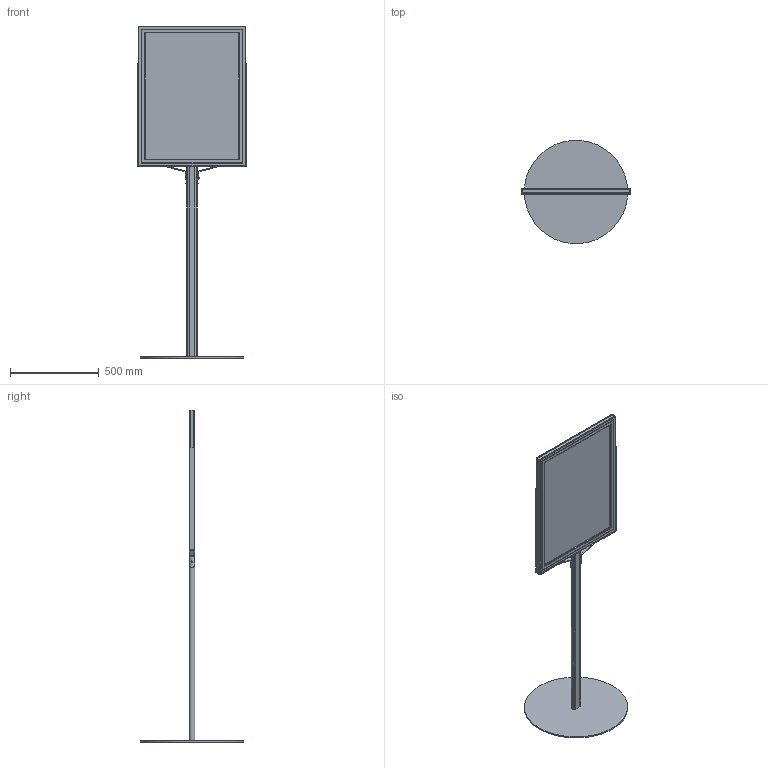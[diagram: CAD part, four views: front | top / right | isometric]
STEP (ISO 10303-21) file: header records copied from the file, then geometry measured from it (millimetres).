
FILE_DESCRIPTION(('FreeCAD Model'),'2;1');
FILE_NAME('Open CASCADE Shape Model','2025-05-29T06:10:28',('FreeCAD'),( 'FreeCAD'),'Open CASCADE STEP processor 7.6','FreeCAD','Unknown');
FILE_SCHEMA(('AUTOMOTIVE_DESIGN { 1 0 10303 214 1 1 1 1 }'));
Length unit declared in the file: millimetre
Products named in the file (1): Open CASCADE STEP translator 7.6 1
Bounding box: 615.35 x 582.91 x 1875.41 mm (x, y, z)
Volume: 5201519.1 mm3; surface area: 2829022.8 mm2
Topology: 9 solids, 10 shells, 349 faces, 785 edges, 472 vertices
Faces by surface type: bspline 349
Entity records: 11518 total; most frequent: CARTESIAN_POINT 6750, ORIENTED_EDGE 1570, EDGE_CURVE 785, B_SPLINE_CURVE_WITH_KNOTS 650, VERTEX_POINT 472, FACE_BOUND 377, EDGE_LOOP 377, ADVANCED_FACE 349
